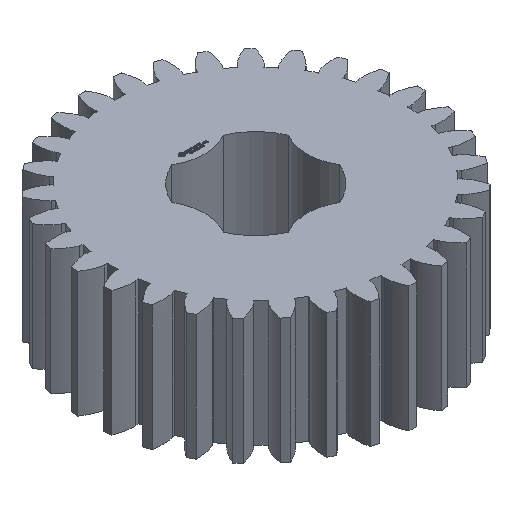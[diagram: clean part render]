
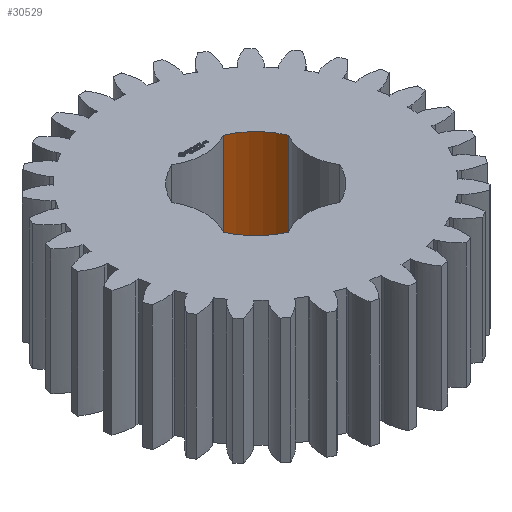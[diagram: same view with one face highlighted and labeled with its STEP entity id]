
A CAD part, isometric view. The second image highlights one B-rep face of the part: STEP entity #30529.
In plain terms, the highlighted cylindrical face has radius 6.35 mm (diameter 12.7 mm), a partial arc.
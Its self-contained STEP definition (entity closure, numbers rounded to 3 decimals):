
#93 = PLANE('',#94);
#94 = AXIS2_PLACEMENT_3D('',#95,#96,#97);
#95 = CARTESIAN_POINT('',(0.,0.,12.5)
  );
#96 = DIRECTION('',(0.,0.,1.));
#97 = DIRECTION('',(1.,0.,0.));
#168 = PLANE('',#169);
#169 = AXIS2_PLACEMENT_3D('',#170,#171,#172);
#170 = CARTESIAN_POINT('',(0.,0.,0.));
#171 = DIRECTION('',(0.,0.,1.));
#172 = DIRECTION('',(1.,0.,0.));
#9056 = VERTEX_POINT('',#9057);
#9057 = CARTESIAN_POINT('',(2.55,5.816,0.));
#9072 = CYLINDRICAL_SURFACE('',#9073,4.9);
#9073 = AXIS2_PLACEMENT_3D('',#9074,#9075,#9076);
#9074 = CARTESIAN_POINT('',(0.,10.,0.));
#9075 = DIRECTION('',(0.,-0.,-1.));
#9076 = DIRECTION('',(0.707,0.707,0.));
#9084 = EDGE_CURVE('',#9085,#9056,#9087,.T.);
#9085 = VERTEX_POINT('',#9086);
#9086 = CARTESIAN_POINT('',(5.816,2.55,0.));
#9087 = SURFACE_CURVE('',#9088,(#9093,#9100),.PCURVE_S1.);
#9088 = CIRCLE('',#9089,6.35);
#9089 = AXIS2_PLACEMENT_3D('',#9090,#9091,#9092);
#9090 = CARTESIAN_POINT('',(0.,0.,0.));
#9091 = DIRECTION('',(0.,-0.,1.));
#9092 = DIRECTION('',(0.707,0.707,0.));
#9093 = PCURVE('',#168,#9094);
#9094 = DEFINITIONAL_REPRESENTATION('',(#9095),#9099);
#9095 = CIRCLE('',#9096,6.35);
#9096 = AXIS2_PLACEMENT_2D('',#9097,#9098);
#9097 = CARTESIAN_POINT('',(0.,0.));
#9098 = DIRECTION('',(0.707,0.707));
#9099 = ( GEOMETRIC_REPRESENTATION_CONTEXT(2) 
PARAMETRIC_REPRESENTATION_CONTEXT() REPRESENTATION_CONTEXT('2D SPACE',''
  ) );
#9100 = PCURVE('',#9101,#9106);
#9101 = CYLINDRICAL_SURFACE('',#9102,6.35);
#9102 = AXIS2_PLACEMENT_3D('',#9103,#9104,#9105);
#9103 = CARTESIAN_POINT('',(0.,0.,0.));
#9104 = DIRECTION('',(0.,-0.,-1.));
#9105 = DIRECTION('',(0.707,0.707,0.));
#9106 = DEFINITIONAL_REPRESENTATION('',(#9107),#9111);
#9107 = LINE('',#9108,#9109);
#9108 = CARTESIAN_POINT('',(-0.,0.));
#9109 = VECTOR('',#9110,1.);
#9110 = DIRECTION('',(-1.,0.));
#9111 = ( GEOMETRIC_REPRESENTATION_CONTEXT(2) 
PARAMETRIC_REPRESENTATION_CONTEXT() REPRESENTATION_CONTEXT('2D SPACE',''
  ) );
#9130 = CYLINDRICAL_SURFACE('',#9131,4.9);
#9131 = AXIS2_PLACEMENT_3D('',#9132,#9133,#9134);
#9132 = CARTESIAN_POINT('',(10.,0.,0.));
#9133 = DIRECTION('',(0.,-0.,-1.));
#9134 = DIRECTION('',(0.707,0.707,0.));
#15538 = VERTEX_POINT('',#15539);
#15539 = CARTESIAN_POINT('',(2.55,5.816,12.5));
#15561 = EDGE_CURVE('',#15562,#15538,#15564,.T.);
#15562 = VERTEX_POINT('',#15563);
#15563 = CARTESIAN_POINT('',(5.816,2.55,12.5));
#15564 = SURFACE_CURVE('',#15565,(#15570,#15577),.PCURVE_S1.);
#15565 = CIRCLE('',#15566,6.35);
#15566 = AXIS2_PLACEMENT_3D('',#15567,#15568,#15569);
#15567 = CARTESIAN_POINT('',(0.,0.,12.5)
  );
#15568 = DIRECTION('',(0.,-0.,1.));
#15569 = DIRECTION('',(0.707,0.707,0.));
#15570 = PCURVE('',#93,#15571);
#15571 = DEFINITIONAL_REPRESENTATION('',(#15572),#15576);
#15572 = CIRCLE('',#15573,6.35);
#15573 = AXIS2_PLACEMENT_2D('',#15574,#15575);
#15574 = CARTESIAN_POINT('',(0.,0.));
#15575 = DIRECTION('',(0.707,0.707));
#15576 = ( GEOMETRIC_REPRESENTATION_CONTEXT(2) 
PARAMETRIC_REPRESENTATION_CONTEXT() REPRESENTATION_CONTEXT('2D SPACE',''
  ) );
#15577 = PCURVE('',#9101,#15578);
#15578 = DEFINITIONAL_REPRESENTATION('',(#15579),#15583);
#15579 = LINE('',#15580,#15581);
#15580 = CARTESIAN_POINT('',(-0.,-12.5));
#15581 = VECTOR('',#15582,1.);
#15582 = DIRECTION('',(-1.,0.));
#15583 = ( GEOMETRIC_REPRESENTATION_CONTEXT(2) 
PARAMETRIC_REPRESENTATION_CONTEXT() REPRESENTATION_CONTEXT('2D SPACE',''
  ) );
#30506 = EDGE_CURVE('',#9085,#15562,#30507,.T.);
#30507 = SURFACE_CURVE('',#30508,(#30512,#30519),.PCURVE_S1.);
#30508 = LINE('',#30509,#30510);
#30509 = CARTESIAN_POINT('',(5.816,2.55,0.));
#30510 = VECTOR('',#30511,1.);
#30511 = DIRECTION('',(0.,0.,1.));
#30512 = PCURVE('',#9130,#30513);
#30513 = DEFINITIONAL_REPRESENTATION('',(#30514),#30518);
#30514 = LINE('',#30515,#30516);
#30515 = CARTESIAN_POINT('',(-1.809,0.));
#30516 = VECTOR('',#30517,1.);
#30517 = DIRECTION('',(-0.,-1.));
#30518 = ( GEOMETRIC_REPRESENTATION_CONTEXT(2) 
PARAMETRIC_REPRESENTATION_CONTEXT() REPRESENTATION_CONTEXT('2D SPACE',''
  ) );
#30519 = PCURVE('',#9101,#30520);
#30520 = DEFINITIONAL_REPRESENTATION('',(#30521),#30525);
#30521 = LINE('',#30522,#30523);
#30522 = CARTESIAN_POINT('',(-5.911,0.));
#30523 = VECTOR('',#30524,1.);
#30524 = DIRECTION('',(-0.,-1.));
#30525 = ( GEOMETRIC_REPRESENTATION_CONTEXT(2) 
PARAMETRIC_REPRESENTATION_CONTEXT() REPRESENTATION_CONTEXT('2D SPACE',''
  ) );
#30529 = ADVANCED_FACE('',(#30530),#9101,.F.);
#30530 = FACE_BOUND('',#30531,.T.);
#30531 = EDGE_LOOP('',(#30532,#30533,#30534,#30555));
#30532 = ORIENTED_EDGE('',*,*,#30506,.T.);
#30533 = ORIENTED_EDGE('',*,*,#15561,.T.);
#30534 = ORIENTED_EDGE('',*,*,#30535,.F.);
#30535 = EDGE_CURVE('',#9056,#15538,#30536,.T.);
#30536 = SURFACE_CURVE('',#30537,(#30541,#30548),.PCURVE_S1.);
#30537 = LINE('',#30538,#30539);
#30538 = CARTESIAN_POINT('',(2.55,5.816,0.));
#30539 = VECTOR('',#30540,1.);
#30540 = DIRECTION('',(0.,0.,1.));
#30541 = PCURVE('',#9101,#30542);
#30542 = DEFINITIONAL_REPRESENTATION('',(#30543),#30547);
#30543 = LINE('',#30544,#30545);
#30544 = CARTESIAN_POINT('',(-6.655,0.));
#30545 = VECTOR('',#30546,1.);
#30546 = DIRECTION('',(-0.,-1.));
#30547 = ( GEOMETRIC_REPRESENTATION_CONTEXT(2) 
PARAMETRIC_REPRESENTATION_CONTEXT() REPRESENTATION_CONTEXT('2D SPACE',''
  ) );
#30548 = PCURVE('',#9072,#30549);
#30549 = DEFINITIONAL_REPRESENTATION('',(#30550),#30554);
#30550 = LINE('',#30551,#30552);
#30551 = CARTESIAN_POINT('',(-4.474,0.));
#30552 = VECTOR('',#30553,1.);
#30553 = DIRECTION('',(-0.,-1.));
#30554 = ( GEOMETRIC_REPRESENTATION_CONTEXT(2) 
PARAMETRIC_REPRESENTATION_CONTEXT() REPRESENTATION_CONTEXT('2D SPACE',''
  ) );
#30555 = ORIENTED_EDGE('',*,*,#9084,.F.);
